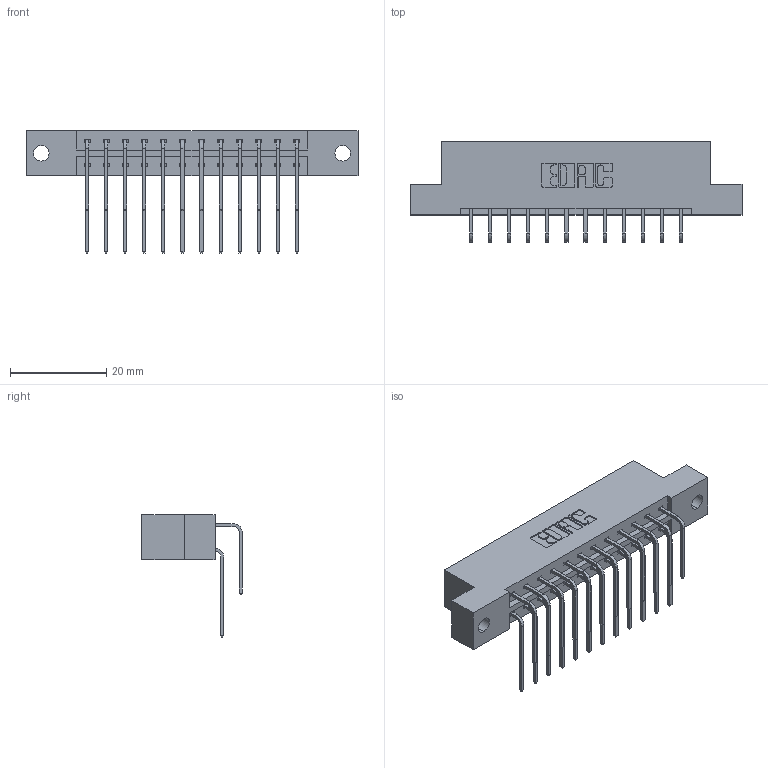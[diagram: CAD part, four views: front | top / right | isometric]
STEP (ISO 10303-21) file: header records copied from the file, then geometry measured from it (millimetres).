
FILE_DESCRIPTION (( 'STEP AP203' ), '1' );
FILE_NAME ('333-024-559-202.STEP', '2018-08-02T11:45:56', ( '' ), ( '' ), 'SwSTEP 2.0', 'SolidWorks 2016', '' );
FILE_SCHEMA (( 'CONFIG_CONTROL_DESIGN' ));
Length unit declared in the file: inch
Products named in the file (4): 333 Part_Flush - .128 Dia; 345-292-001_558 559 Tail - 1; 345-292-001_559 Tail - 2; 333-024-559-202
Assembly tree (25 placements, depth 2):
  333-024-559-202
    333 Part_Flush - .128 Dia
    345-292-001_558 559 Tail - 1  x12
    345-292-001_559 Tail - 2  x12
Bounding box: 69.09 x 20.9 x 25.53 mm (x, y, z)
Volume: 6874.7 mm3; surface area: 8221.5 mm2
Topology: 25 solids, 25 shells, 1410 faces, 4175 edges, 2750 vertices
Faces by surface type: plane 982, cylinder 428
Entity records: 13387 total; most frequent: CARTESIAN_POINT 2305, ORIENTED_EDGE 2190, DIRECTION 2003, EDGE_CURVE 1095, LINE 927, VECTOR 927, VERTEX_POINT 726, AXIS2_PLACEMENT_3D 538
